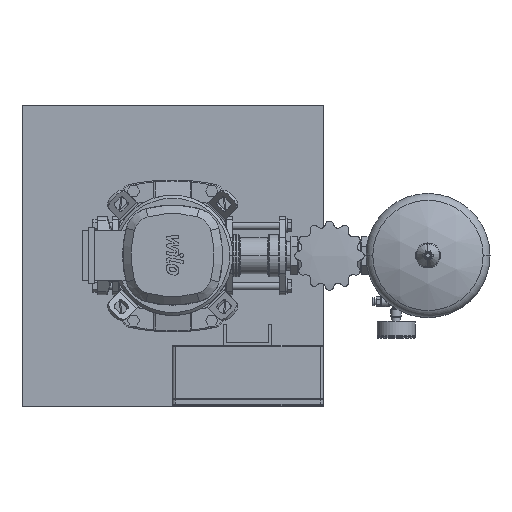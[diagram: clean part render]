
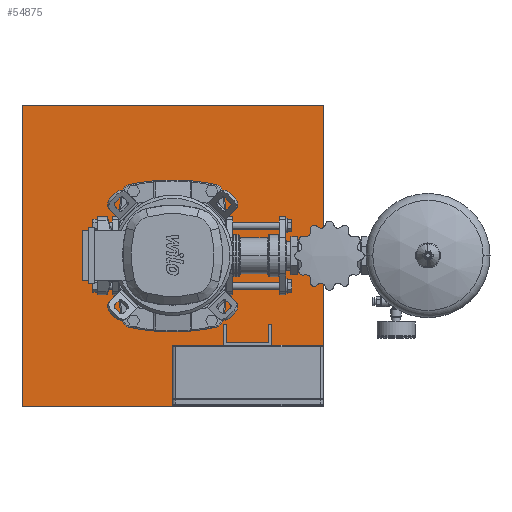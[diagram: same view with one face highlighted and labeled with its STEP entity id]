
A CAD part, top view. The second image highlights one B-rep face of the part: STEP entity #54875.
In plain terms, the highlighted planar face has unit normal (0, 0, 1).
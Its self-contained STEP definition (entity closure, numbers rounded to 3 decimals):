
#54836=CARTESIAN_POINT('',(-250.0,0.0,125.0));
#54837=DIRECTION('',(0.0,0.0,1.0));
#54838=DIRECTION('',(0.0,-1.0,0.0));
#54839=AXIS2_PLACEMENT_3D('',#54836,#54837,#54838);
#54840=PLANE('',#54839);
#54841=CARTESIAN_POINT('',(250.0,-250.0,125.));
#54842=VERTEX_POINT('',#54841);
#54843=CARTESIAN_POINT('',(250.0,250.0,125.));
#54844=VERTEX_POINT('',#54843);
#54845=CARTESIAN_POINT('',(250.0,-250.0,125.));
#54846=DIRECTION('',(0.0,1.0,0.0));
#54847=VECTOR('',#54846,500.0);
#54848=LINE('',#54845,#54847);
#54849=EDGE_CURVE('',#54842,#54844,#54848,.T.);
#54850=ORIENTED_EDGE('',*,*,#54849,.T.);
#54851=CARTESIAN_POINT('',(-250.0,250.0,125.));
#54852=VERTEX_POINT('',#54851);
#54853=CARTESIAN_POINT('',(-250.0,250.0,125.));
#54854=DIRECTION('',(1.0,0.0,0.0));
#54855=VECTOR('',#54854,500.0);
#54856=LINE('',#54853,#54855);
#54857=EDGE_CURVE('',#54852,#54844,#54856,.T.);
#54858=ORIENTED_EDGE('',*,*,#54857,.F.);
#54859=CARTESIAN_POINT('',(-250.0,-250.0,125.));
#54860=VERTEX_POINT('',#54859);
#54861=CARTESIAN_POINT('',(-250.0,250.0,125.));
#54862=DIRECTION('',(0.0,-1.0,0.0));
#54863=VECTOR('',#54862,500.0);
#54864=LINE('',#54861,#54863);
#54865=EDGE_CURVE('',#54852,#54860,#54864,.T.);
#54866=ORIENTED_EDGE('',*,*,#54865,.T.);
#54867=CARTESIAN_POINT('',(-250.0,-250.0,125.));
#54868=DIRECTION('',(1.0,0.0,0.0));
#54869=VECTOR('',#54868,500.0);
#54870=LINE('',#54867,#54869);
#54871=EDGE_CURVE('',#54860,#54842,#54870,.T.);
#54872=ORIENTED_EDGE('',*,*,#54871,.T.);
#54873=EDGE_LOOP('',(#54850,#54858,#54866,#54872));
#54874=FACE_OUTER_BOUND('',#54873,.T.);
#54875=ADVANCED_FACE('',(#54874),#54840,.T.);
